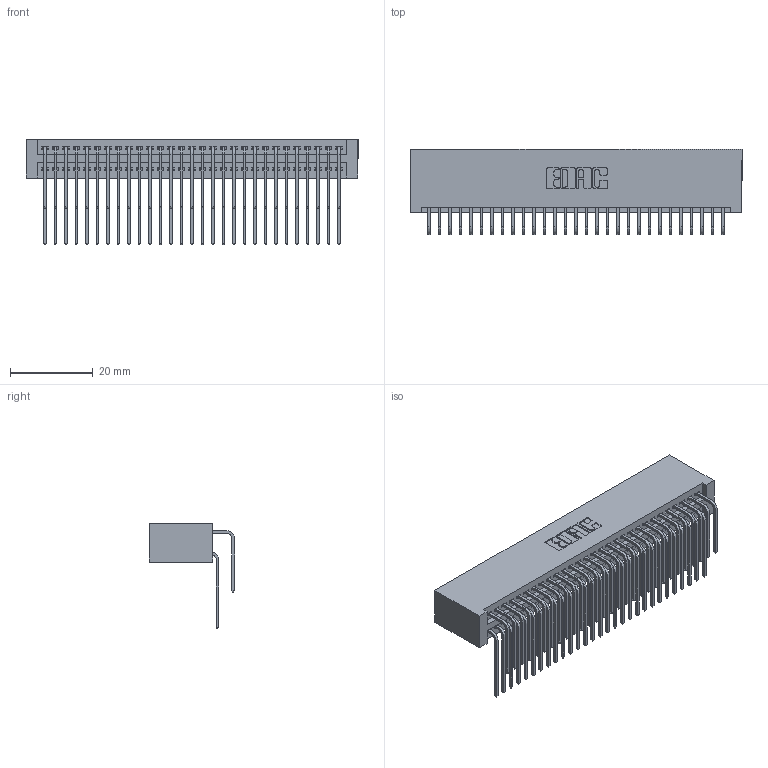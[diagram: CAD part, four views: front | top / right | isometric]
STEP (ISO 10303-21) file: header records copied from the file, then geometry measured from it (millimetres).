
FILE_DESCRIPTION (( 'STEP AP203' ), '1' );
FILE_NAME ('345-058-559-201.STEP', '2018-09-26T17:19:24', ( '' ), ( '' ), 'SwSTEP 2.0', 'SolidWorks 2016', '' );
FILE_SCHEMA (( 'CONFIG_CONTROL_DESIGN' ));
Length unit declared in the file: inch
Products named in the file (4): 345-058-559-201; 345 Part_No Mounting Lugs; 345-292-001_559 Tail - 2; 345-292-001_558 559 Tail - 1
Assembly tree (59 placements, depth 2):
  345-058-559-201
    345 Part_No Mounting Lugs
    345-292-001_558 559 Tail - 1  x29
    345-292-001_559 Tail - 2  x29
Bounding box: 80.26 x 20.56 x 25.53 mm (x, y, z)
Volume: 8626.7 mm3; surface area: 14376.6 mm2
Topology: 59 solids, 59 shells, 3134 faces, 9307 edges, 6126 vertices
Faces by surface type: plane 2106, cylinder 1028
Entity records: 25879 total; most frequent: CARTESIAN_POINT 4395, ORIENTED_EDGE 4278, DIRECTION 3859, EDGE_CURVE 2139, VECTOR 1859, LINE 1859, VERTEX_POINT 1422, AXIS2_PLACEMENT_3D 1000
